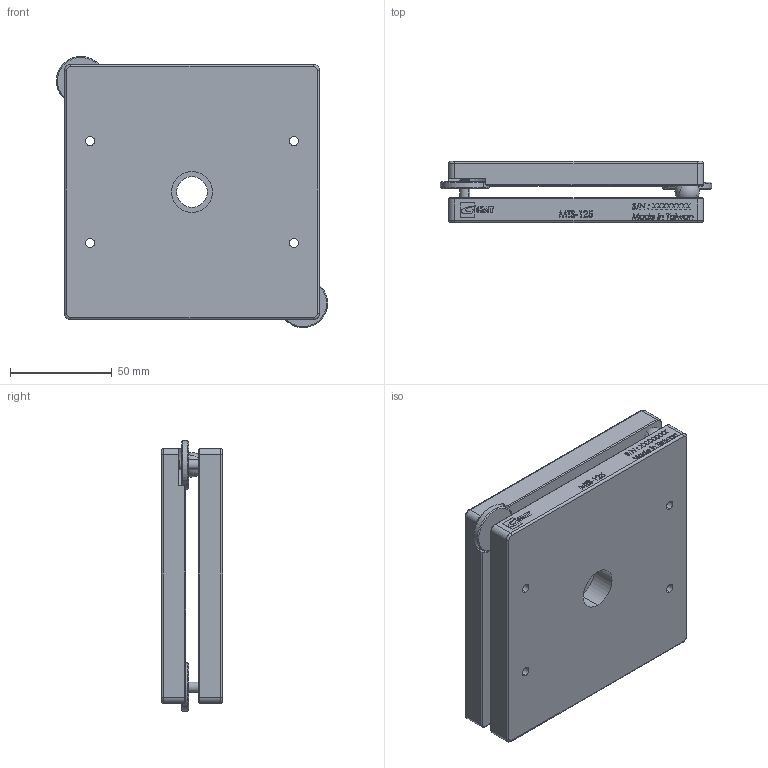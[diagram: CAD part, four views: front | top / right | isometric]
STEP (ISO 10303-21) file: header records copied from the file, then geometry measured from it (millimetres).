
FILE_DESCRIPTION (( 'STEP AP203' ), '1' );
FILE_NAME ('MTS-125-(«¬¿ý).STEP', '2013-10-11T08:21:14', ( '' ), ( '' ), 'SwSTEP 2.0', 'SolidWorks 2013', '' );
FILE_SCHEMA (( 'CONFIG_CONTROL_DESIGN' ));
Length unit declared in the file: millimetre
Products named in the file (2): Group1^MTS-125-(型錄); MTS-125-(型錄)
Assembly tree (1 placements, depth 2):
  MTS-125-(型錄)
    Group1^MTS-125-(型錄)
Bounding box: 132.99 x 30 x 132.99 mm (x, y, z)
Volume: 364663.9 mm3; surface area: 80712 mm2
Topology: 7 solids, 7 shells, 640 faces, 1703 edges, 1120 vertices
Faces by surface type: plane 358, cylinder 131, bspline 113, cone 24, torus 8, sphere 6
Entity records: 25518 total; most frequent: CARTESIAN_POINT 9894, ORIENTED_EDGE 3372, DIRECTION 2824, EDGE_CURVE 1686, VECTOR 1150, LINE 1150, VERTEX_POINT 1111, AXIS2_PLACEMENT_3D 837
